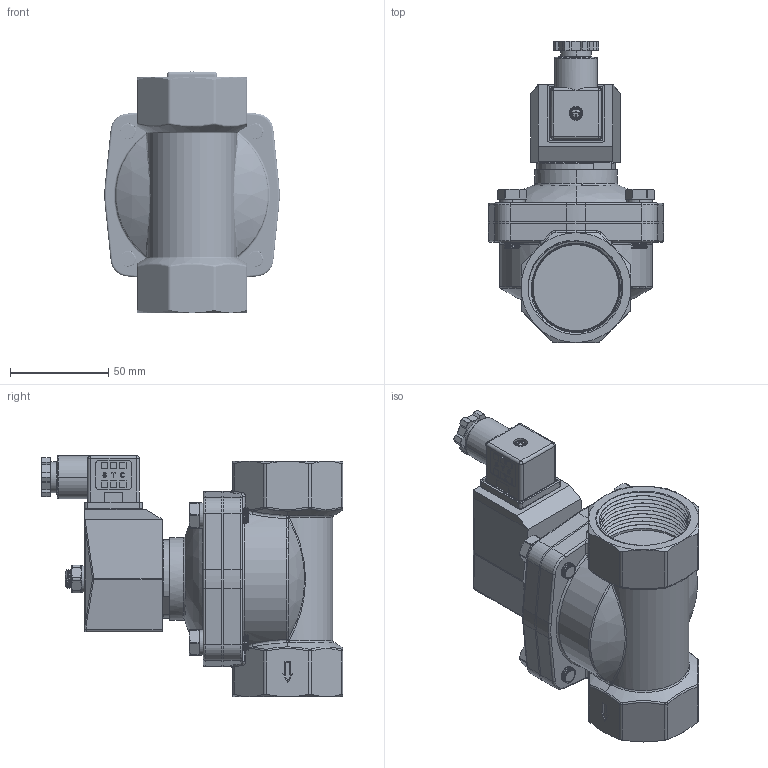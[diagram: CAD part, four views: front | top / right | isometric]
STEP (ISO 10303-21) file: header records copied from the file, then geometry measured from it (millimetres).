
FILE_DESCRIPTION (( 'STEP AP214' ), '1' );
FILE_NAME ('2W400-1-1-2.STEP', '2018-11-08T19:42:24', ( '' ), ( '' ), 'SwSTEP 2.0', 'SolidWorks 2016', '' );
FILE_SCHEMA (( 'AUTOMOTIVE_DESIGN' ));
Length unit declared in the file: millimetre
Products named in the file (1): 2W400-1-1-2
Bounding box: 89.45 x 153.71 x 123.05 mm (x, y, z)
Volume: 534116.5 mm3; surface area: 132667.9 mm2
Topology: 25 solids, 25 shells, 1745 faces, 4759 edges, 3101 vertices
Faces by surface type: cylinder 710, plane 660, cone 149, bspline 148, torus 44, sphere 34
Entity records: 135149 total; most frequent: CARTESIAN_POINT 75380, ORIENTED_EDGE 9494, DIRECTION 6952, EDGE_CURVE 4747, VERTEX_POINT 3101, AXIS2_PLACEMENT_3D 2319, LINE 2314, VECTOR 2314
